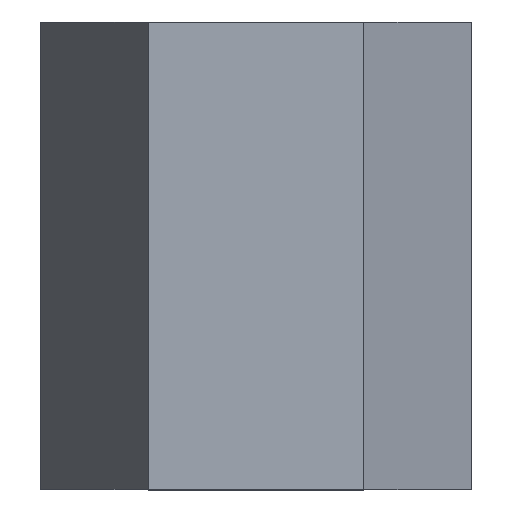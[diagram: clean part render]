
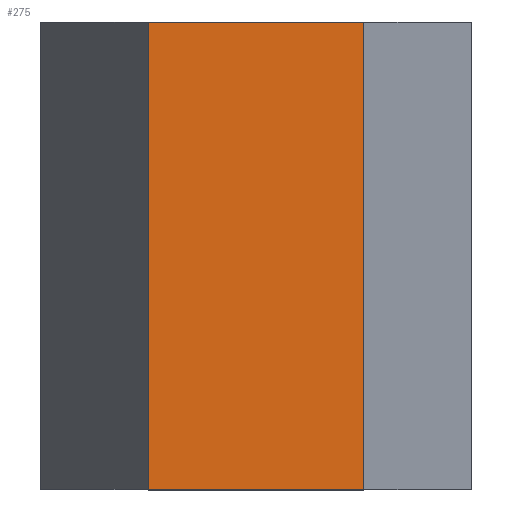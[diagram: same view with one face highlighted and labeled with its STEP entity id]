
A CAD part, top view. The second image highlights one B-rep face of the part: STEP entity #275.
In plain terms, the highlighted planar face has unit normal (0, 0, 1).
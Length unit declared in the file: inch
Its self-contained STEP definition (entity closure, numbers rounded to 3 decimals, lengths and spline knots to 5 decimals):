
#27=FACE_OUTER_BOUND('',#42,.T.);
#42=EDGE_LOOP('',(#227,#228,#229,#230));
#51=LINE('',#393,#87);
#77=LINE('',#444,#113);
#78=LINE('',#447,#114);
#79=LINE('',#448,#115);
#87=VECTOR('',#323,0.3937);
#113=VECTOR('',#367,0.3937);
#114=VECTOR('',#370,0.3937);
#115=VECTOR('',#371,0.3937);
#123=VERTEX_POINT('',#390);
#124=VERTEX_POINT('',#392);
#140=VERTEX_POINT('',#442);
#141=VERTEX_POINT('',#446);
#147=EDGE_CURVE('',#123,#124,#51,.T.);
#173=EDGE_CURVE('',#123,#140,#77,.T.);
#174=EDGE_CURVE('',#141,#140,#78,.T.);
#175=EDGE_CURVE('',#124,#141,#79,.T.);
#227=ORIENTED_EDGE('',*,*,#173,.T.);
#228=ORIENTED_EDGE('',*,*,#174,.F.);
#229=ORIENTED_EDGE('',*,*,#175,.F.);
#230=ORIENTED_EDGE('',*,*,#147,.F.);
#261=PLANE('',#311);
#275=ADVANCED_FACE('',(#27),#261,.T.);
#311=AXIS2_PLACEMENT_3D('',#445,#368,#369);
#323=DIRECTION('',(-1.,0.,0.));
#367=DIRECTION('',(0.,1.,0.));
#368=DIRECTION('center_axis',(0.,0.,1.));
#369=DIRECTION('ref_axis',(1.,0.,0.));
#370=DIRECTION('',(1.,0.,0.));
#371=DIRECTION('',(0.,1.,0.));
#390=CARTESIAN_POINT('',(0.14411,-0.3125,0.24961));
#392=CARTESIAN_POINT('',(-0.14411,-0.3125,0.24961));
#393=CARTESIAN_POINT('',(-0.14411,-0.3125,0.24961));
#442=CARTESIAN_POINT('',(0.14411,0.3125,0.24961));
#444=CARTESIAN_POINT('',(0.14411,0.,0.24961));
#445=CARTESIAN_POINT('Origin',(-0.14411,0.,0.24961));
#446=CARTESIAN_POINT('',(-0.14411,0.3125,0.24961));
#447=CARTESIAN_POINT('',(-0.14411,0.3125,0.24961));
#448=CARTESIAN_POINT('',(-0.14411,0.,0.24961));
